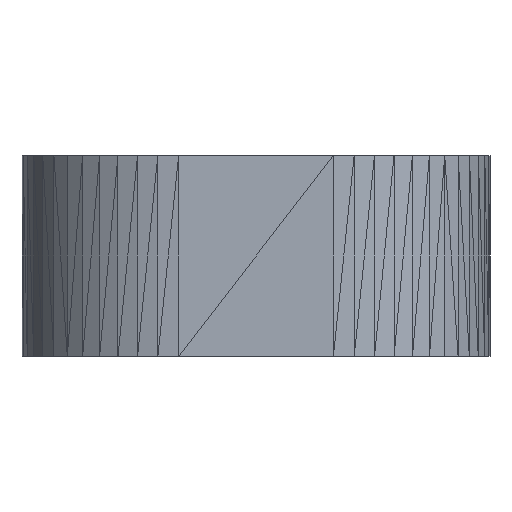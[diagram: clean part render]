
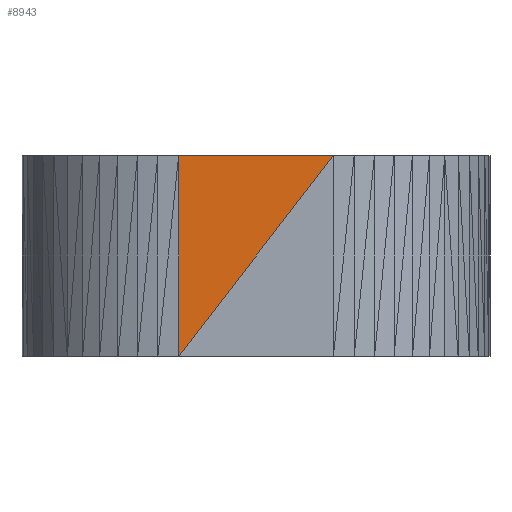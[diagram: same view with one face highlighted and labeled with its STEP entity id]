
A CAD part, front view. The second image highlights one B-rep face of the part: STEP entity #8943.
In plain terms, the highlighted planar face has unit normal (0, -1, 0).
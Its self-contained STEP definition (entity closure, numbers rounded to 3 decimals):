
#3030 = VERTEX_POINT('',#3031);
#3031 = CARTESIAN_POINT('',(-2.314,-6.99,6.));
#3107 = PLANE('',#3108);
#3108 = AXIS2_PLACEMENT_3D('',#3109,#3110,#3111);
#3109 = CARTESIAN_POINT('',(-0.048,-5.762,6.));
#3110 = DIRECTION('',(0.,0.,1.));
#3111 = DIRECTION('',(0.,1.,0.));
#3261 = EDGE_CURVE('',#3030,#3262,#3264,.T.);
#3262 = VERTEX_POINT('',#3263);
#3263 = CARTESIAN_POINT('',(2.314,-6.99,6.));
#3264 = SURFACE_CURVE('',#3265,(#3269,#3276),.PCURVE_S1.);
#3265 = LINE('',#3266,#3267);
#3266 = CARTESIAN_POINT('',(-2.314,-6.99,6.));
#3267 = VECTOR('',#3268,1.);
#3268 = DIRECTION('',(1.,0.,0.));
#3269 = PCURVE('',#3107,#3270);
#3270 = DEFINITIONAL_REPRESENTATION('',(#3271),#3275);
#3271 = LINE('',#3272,#3273);
#3272 = CARTESIAN_POINT('',(-1.228,2.265));
#3273 = VECTOR('',#3274,1.);
#3274 = DIRECTION('',(0.,-1.));
#3275 = ( GEOMETRIC_REPRESENTATION_CONTEXT(2) 
PARAMETRIC_REPRESENTATION_CONTEXT() REPRESENTATION_CONTEXT('2D SPACE',''
  ) );
#3276 = PCURVE('',#3277,#3282);
#3277 = PLANE('',#3278);
#3278 = AXIS2_PLACEMENT_3D('',#3279,#3280,#3281);
#3279 = CARTESIAN_POINT('',(-0.763,-6.99,
    3.763));
#3280 = DIRECTION('',(0.,-1.,0.));
#3281 = DIRECTION('',(-1.,0.,0.));
#3282 = DEFINITIONAL_REPRESENTATION('',(#3283),#3287);
#3283 = LINE('',#3284,#3285);
#3284 = CARTESIAN_POINT('',(1.551,-2.237));
#3285 = VECTOR('',#3286,1.);
#3286 = DIRECTION('',(-1.,0.));
#3287 = ( GEOMETRIC_REPRESENTATION_CONTEXT(2) 
PARAMETRIC_REPRESENTATION_CONTEXT() REPRESENTATION_CONTEXT('2D SPACE',''
  ) );
#8943 = ADVANCED_FACE('',(#8944),#3277,.T.);
#8944 = FACE_BOUND('',#8945,.T.);
#8945 = EDGE_LOOP('',(#8946,#8974,#8975));
#8946 = ORIENTED_EDGE('',*,*,#8947,.T.);
#8947 = EDGE_CURVE('',#8948,#3262,#8950,.T.);
#8948 = VERTEX_POINT('',#8949);
#8949 = CARTESIAN_POINT('',(-2.314,-6.99,0.));
#8950 = SURFACE_CURVE('',#8951,(#8955,#8962),.PCURVE_S1.);
#8951 = LINE('',#8952,#8953);
#8952 = CARTESIAN_POINT('',(-2.314,-6.99,0.));
#8953 = VECTOR('',#8954,1.);
#8954 = DIRECTION('',(0.611,0.,0.792));
#8955 = PCURVE('',#3277,#8956);
#8956 = DEFINITIONAL_REPRESENTATION('',(#8957),#8961);
#8957 = LINE('',#8958,#8959);
#8958 = CARTESIAN_POINT('',(1.551,3.763));
#8959 = VECTOR('',#8960,1.);
#8960 = DIRECTION('',(-0.611,-0.792));
#8961 = ( GEOMETRIC_REPRESENTATION_CONTEXT(2) 
PARAMETRIC_REPRESENTATION_CONTEXT() REPRESENTATION_CONTEXT('2D SPACE',''
  ) );
#8962 = PCURVE('',#8963,#8968);
#8963 = PLANE('',#8964);
#8964 = AXIS2_PLACEMENT_3D('',#8965,#8966,#8967);
#8965 = CARTESIAN_POINT('',(0.763,-6.99,
    2.237));
#8966 = DIRECTION('',(0.,-1.,0.));
#8967 = DIRECTION('',(0.,0.,-1.));
#8968 = DEFINITIONAL_REPRESENTATION('',(#8969),#8973);
#8969 = LINE('',#8970,#8971);
#8970 = CARTESIAN_POINT('',(2.237,-3.077));
#8971 = VECTOR('',#8972,1.);
#8972 = DIRECTION('',(-0.792,0.611));
#8973 = ( GEOMETRIC_REPRESENTATION_CONTEXT(2) 
PARAMETRIC_REPRESENTATION_CONTEXT() REPRESENTATION_CONTEXT('2D SPACE',''
  ) );
#8974 = ORIENTED_EDGE('',*,*,#3261,.F.);
#8975 = ORIENTED_EDGE('',*,*,#8976,.T.);
#8976 = EDGE_CURVE('',#3030,#8948,#8977,.T.);
#8977 = SURFACE_CURVE('',#8978,(#8982,#8989),.PCURVE_S1.);
#8978 = LINE('',#8979,#8980);
#8979 = CARTESIAN_POINT('',(-2.314,-6.99,6.));
#8980 = VECTOR('',#8981,1.);
#8981 = DIRECTION('',(0.,0.,-1.));
#8982 = PCURVE('',#3277,#8983);
#8983 = DEFINITIONAL_REPRESENTATION('',(#8984),#8988);
#8984 = LINE('',#8985,#8986);
#8985 = CARTESIAN_POINT('',(1.551,-2.237));
#8986 = VECTOR('',#8987,1.);
#8987 = DIRECTION('',(0.,1.));
#8988 = ( GEOMETRIC_REPRESENTATION_CONTEXT(2) 
PARAMETRIC_REPRESENTATION_CONTEXT() REPRESENTATION_CONTEXT('2D SPACE',''
  ) );
#8989 = PCURVE('',#8990,#8995);
#8990 = PLANE('',#8991);
#8991 = AXIS2_PLACEMENT_3D('',#8992,#8993,#8994);
#8992 = CARTESIAN_POINT('',(-2.478,-6.969,
    2.851));
#8993 = DIRECTION('',(-0.125,-0.992,0.
    ));
#8994 = DIRECTION('',(-0.992,0.125,0.));
#8995 = DEFINITIONAL_REPRESENTATION('',(#8996),#9000);
#8996 = LINE('',#8997,#8998);
#8997 = CARTESIAN_POINT('',(-0.165,-3.149));
#8998 = VECTOR('',#8999,1.);
#8999 = DIRECTION('',(0.,1.));
#9000 = ( GEOMETRIC_REPRESENTATION_CONTEXT(2) 
PARAMETRIC_REPRESENTATION_CONTEXT() REPRESENTATION_CONTEXT('2D SPACE',''
  ) );
